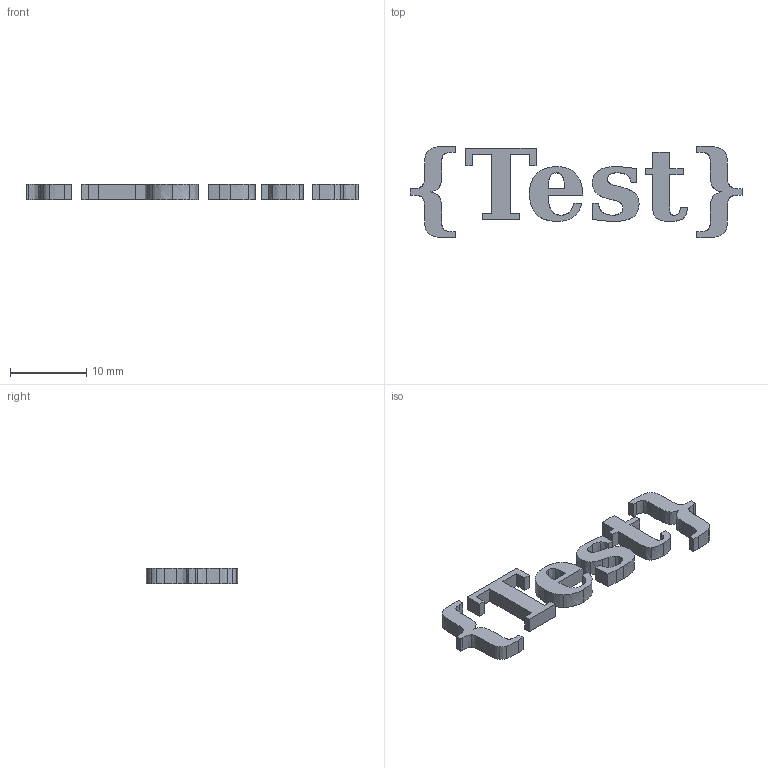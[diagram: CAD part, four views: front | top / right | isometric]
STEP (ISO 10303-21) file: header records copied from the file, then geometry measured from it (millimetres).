
FILE_DESCRIPTION(('FreeCAD Model'),'2;1');
FILE_NAME('text_test.step', '2020-01-26T20:27:44',('Author'),(''), 'Open CASCADE STEP processor 7.4','FreeCAD','Unknown');
FILE_SCHEMA(('AUTOMOTIVE_DESIGN { 1 0 10303 214 1 1 1 1 }'));
Length unit declared in the file: millimetre
Products named in the file (1): Extrude
Bounding box: 43.57 x 11.97 x 2 mm (x, y, z)
Volume: 341.4 mm3; surface area: 815.8 mm2
Topology: 6 solids, 6 shells, 165 faces, 459 edges, 306 vertices
Faces by surface type: extrusion 88, plane 77
Entity records: 11376 total; most frequent: CARTESIAN_POINT 2729, DIRECTION 1269, VECTOR 1113, LINE 1025, ORIENTED_EDGE 918, PCURVE 918, DEFINITIONAL_REPRESENTATION 918, EDGE_CURVE 459
